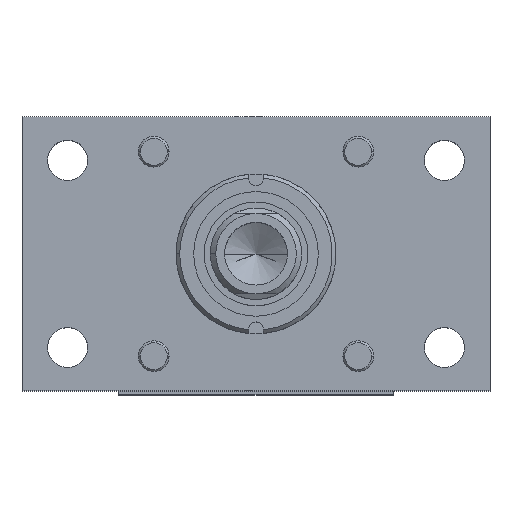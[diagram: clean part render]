
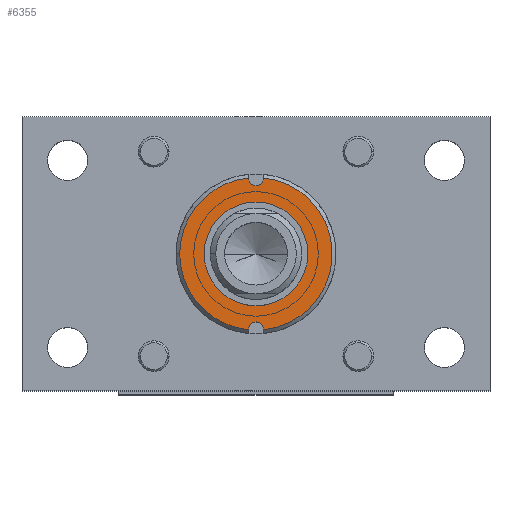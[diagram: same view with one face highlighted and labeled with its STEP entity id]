
A CAD part, top view. The second image highlights one B-rep face of the part: STEP entity #6355.
In plain terms, the highlighted planar face has unit normal (0, 0, 1).
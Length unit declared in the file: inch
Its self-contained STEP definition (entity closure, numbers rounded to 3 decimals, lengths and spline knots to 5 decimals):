
#36 = VECTOR ( 'NONE', #7167, 39.37008 ) ;
#294 = VECTOR ( 'NONE', #3212, 39.37008 ) ;
#345 = EDGE_CURVE ( 'NONE', #7218, #7089, #7086, .T. ) ;
#356 = ORIENTED_EDGE ( 'NONE', *, *, #4421, .F. ) ;
#441 = VERTEX_POINT ( 'NONE', #5034 ) ;
#496 = AXIS2_PLACEMENT_3D ( 'NONE', #2969, #7213, #3924 ) ;
#545 = VERTEX_POINT ( 'NONE', #7389 ) ;
#578 = CARTESIAN_POINT ( 'NONE',  ( 19.41758, 30.63592, -2.69734 ) ) ;
#624 = DIRECTION ( 'NONE',  ( 1., 0., 0. ) ) ;
#806 = FACE_BOUND ( 'NONE', #5333, .T. ) ;
#823 = DIRECTION ( 'NONE',  ( 1., 0., 0. ) ) ;
#852 = AXIS2_PLACEMENT_3D ( 'NONE', #2376, #6610, #3335 ) ;
#857 = VERTEX_POINT ( 'NONE', #5798 ) ;
#863 = LINE ( 'NONE', #5072, #3005 ) ;
#1187 = CARTESIAN_POINT ( 'NONE',  ( 19.41758, 30.63592, -2.69734 ) ) ;
#1193 = AXIS2_PLACEMENT_3D ( 'NONE', #578, #4759, #1527 ) ;
#1267 = EDGE_CURVE ( 'NONE', #4751, #5216, #6181, .T. ) ;
#1352 = EDGE_CURVE ( 'NONE', #545, #3555, #863, .T. ) ;
#1527 = DIRECTION ( 'NONE',  ( 1., 0., 0. ) ) ;
#1564 = VERTEX_POINT ( 'NONE', #4020 ) ;
#1752 = FACE_OUTER_BOUND ( 'NONE', #6377, .T. ) ;
#1814 = DIRECTION ( 'NONE',  ( 0., -1., 0. ) ) ;
#1827 = CIRCLE ( 'NONE', #2392, 0.078 ) ;
#2019 = CARTESIAN_POINT ( 'NONE',  ( 19.33958, 31.20342, -2.69734 ) ) ;
#2110 = ORIENTED_EDGE ( 'NONE', *, *, #4888, .T. ) ;
#2152 = DIRECTION ( 'NONE',  ( 1., 0., 0. ) ) ;
#2230 = LINE ( 'NONE', #6470, #294 ) ;
#2242 = VERTEX_POINT ( 'NONE', #2399 ) ;
#2284 = CIRCLE ( 'NONE', #3931, 0.078 ) ;
#2310 = DIRECTION ( 'NONE',  ( 0., 0., -1. ) ) ;
#2376 = CARTESIAN_POINT ( 'NONE',  ( 19.41758, 31.20342, -2.69734 ) ) ;
#2392 = AXIS2_PLACEMENT_3D ( 'NONE', #5540, #2310, #6540 ) ;
#2399 = CARTESIAN_POINT ( 'NONE',  ( 19.33958, 29.81218, -2.69734 ) ) ;
#2440 = CIRCLE ( 'NONE', #1193, 0.5675 ) ;
#2549 = EDGE_CURVE ( 'NONE', #4871, #4751, #6373, .T. ) ;
#2656 = CARTESIAN_POINT ( 'NONE',  ( 19.41758, 31.45966, -2.69734 ) ) ;
#2732 = ORIENTED_EDGE ( 'NONE', *, *, #6303, .T. ) ;
#2927 = CARTESIAN_POINT ( 'NONE',  ( 19.49558, 31.20342, -2.69734 ) ) ;
#2969 = CARTESIAN_POINT ( 'NONE',  ( 19.41758, 30.63592, -2.69734 ) ) ;
#2979 = AXIS2_PLACEMENT_3D ( 'NONE', #7146, #3856, #624 ) ;
#3005 = VECTOR ( 'NONE', #1814, 39.37008 ) ;
#3157 = CARTESIAN_POINT ( 'NONE',  ( 19.49558, 29.80457, -2.69734 ) ) ;
#3212 = DIRECTION ( 'NONE',  ( 0., 1., 0. ) ) ;
#3237 = CARTESIAN_POINT ( 'NONE',  ( 18.58258, 30.63592, -2.69734 ) ) ;
#3335 = DIRECTION ( 'NONE',  ( -1., 0., 0. ) ) ;
#3450 = ORIENTED_EDGE ( 'NONE', *, *, #4382, .T. ) ;
#3555 = VERTEX_POINT ( 'NONE', #6000 ) ;
#3639 = DIRECTION ( 'NONE',  ( -1., 0., 0. ) ) ;
#3652 = EDGE_CURVE ( 'NONE', #2242, #1564, #1827, .T. ) ;
#3856 = DIRECTION ( 'NONE',  ( 0., 0., 1. ) ) ;
#3923 = ORIENTED_EDGE ( 'NONE', *, *, #3652, .T. ) ;
#3924 = DIRECTION ( 'NONE',  ( 1., 0., 0. ) ) ;
#3931 = AXIS2_PLACEMENT_3D ( 'NONE', #2656, #6917, #3639 ) ;
#4020 = CARTESIAN_POINT ( 'NONE',  ( 19.49558, 29.81218, -2.69734 ) ) ;
#4078 = DIRECTION ( 'NONE',  ( 0., 0., 1. ) ) ;
#4326 = CIRCLE ( 'NONE', #4960, 0.5675 ) ;
#4328 = ORIENTED_EDGE ( 'NONE', *, *, #1267, .T. ) ;
#4331 = ORIENTED_EDGE ( 'NONE', *, *, #7057, .F. ) ;
#4382 = EDGE_CURVE ( 'NONE', #7089, #2242, #5254, .T. ) ;
#4394 = CIRCLE ( 'NONE', #496, 0.835 ) ;
#4421 = EDGE_CURVE ( 'NONE', #857, #441, #4326, .T. ) ;
#4438 = ORIENTED_EDGE ( 'NONE', *, *, #2549, .T. ) ;
#4751 = VERTEX_POINT ( 'NONE', #6157 ) ;
#4759 = DIRECTION ( 'NONE',  ( 0., 0., 1. ) ) ;
#4871 = VERTEX_POINT ( 'NONE', #3157 ) ;
#4888 = EDGE_CURVE ( 'NONE', #5216, #3555, #2284, .T. ) ;
#4960 = AXIS2_PLACEMENT_3D ( 'NONE', #1187, #5395, #2152 ) ;
#5034 = CARTESIAN_POINT ( 'NONE',  ( 18.85008, 30.63592, -2.69734 ) ) ;
#5072 = CARTESIAN_POINT ( 'NONE',  ( 19.33958, 31.20342, -2.69734 ) ) ;
#5216 = VERTEX_POINT ( 'NONE', #6691 ) ;
#5254 = LINE ( 'NONE', #2019, #6525 ) ;
#5333 = EDGE_LOOP ( 'NONE', ( #356, #4331 ) ) ;
#5395 = DIRECTION ( 'NONE',  ( 0., 0., 1. ) ) ;
#5540 = CARTESIAN_POINT ( 'NONE',  ( 19.41758, 29.81218, -2.69734 ) ) ;
#5610 = PLANE ( 'NONE',  #852 ) ;
#5615 = CARTESIAN_POINT ( 'NONE',  ( 19.33958, 29.80457, -2.69734 ) ) ;
#5798 = CARTESIAN_POINT ( 'NONE',  ( 19.98508, 30.63592, -2.69734 ) ) ;
#6000 = CARTESIAN_POINT ( 'NONE',  ( 19.33958, 31.45966, -2.69734 ) ) ;
#6157 = CARTESIAN_POINT ( 'NONE',  ( 19.49558, 31.46727, -2.69734 ) ) ;
#6181 = LINE ( 'NONE', #2927, #36 ) ;
#6254 = DIRECTION ( 'NONE',  ( 0., 1., 0. ) ) ;
#6262 = EDGE_CURVE ( 'NONE', #4871, #1564, #2230, .T. ) ;
#6303 = EDGE_CURVE ( 'NONE', #545, #7218, #4394, .T. ) ;
#6355 = ADVANCED_FACE ( 'NONE', ( #806, #1752 ), #5610, .F. ) ;
#6373 = CIRCLE ( 'NONE', #2979, 0.835 ) ;
#6377 = EDGE_LOOP ( 'NONE', ( #6763, #4438, #4328, #2110, #7145, #2732, #7375, #3450, #3923 ) ) ;
#6470 = CARTESIAN_POINT ( 'NONE',  ( 19.49558, 31.20342, -2.69734 ) ) ;
#6525 = VECTOR ( 'NONE', #6254, 39.37008 ) ;
#6540 = DIRECTION ( 'NONE',  ( -1., 0., 0. ) ) ;
#6610 = DIRECTION ( 'NONE',  ( 0., 0., -1. ) ) ;
#6691 = CARTESIAN_POINT ( 'NONE',  ( 19.49558, 31.45966, -2.69734 ) ) ;
#6763 = ORIENTED_EDGE ( 'NONE', *, *, #6262, .F. ) ;
#6917 = DIRECTION ( 'NONE',  ( 0., 0., -1. ) ) ;
#7033 = AXIS2_PLACEMENT_3D ( 'NONE', #7374, #4078, #823 ) ;
#7057 = EDGE_CURVE ( 'NONE', #441, #857, #2440, .T. ) ;
#7086 = CIRCLE ( 'NONE', #7033, 0.835 ) ;
#7089 = VERTEX_POINT ( 'NONE', #5615 ) ;
#7145 = ORIENTED_EDGE ( 'NONE', *, *, #1352, .F. ) ;
#7146 = CARTESIAN_POINT ( 'NONE',  ( 19.41758, 30.63592, -2.69734 ) ) ;
#7167 = DIRECTION ( 'NONE',  ( 0., -1., 0. ) ) ;
#7213 = DIRECTION ( 'NONE',  ( 0., 0., 1. ) ) ;
#7218 = VERTEX_POINT ( 'NONE', #3237 ) ;
#7374 = CARTESIAN_POINT ( 'NONE',  ( 19.41758, 30.63592, -2.69734 ) ) ;
#7375 = ORIENTED_EDGE ( 'NONE', *, *, #345, .T. ) ;
#7389 = CARTESIAN_POINT ( 'NONE',  ( 19.33958, 31.46727, -2.69734 ) ) ;
